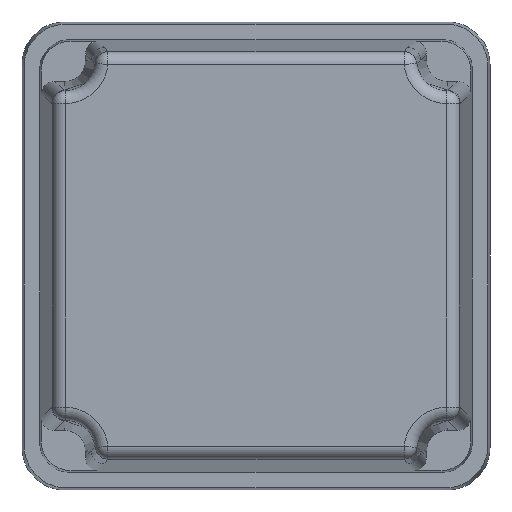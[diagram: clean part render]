
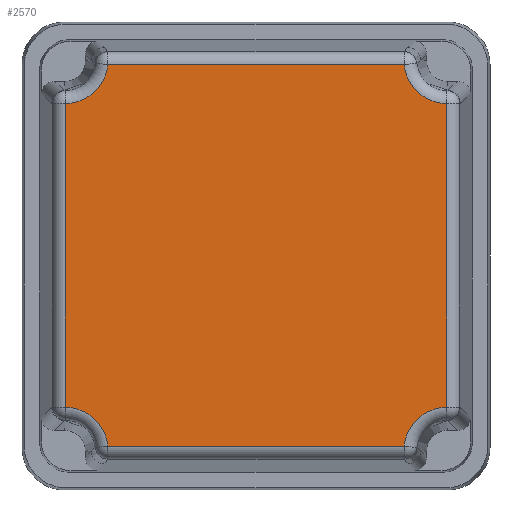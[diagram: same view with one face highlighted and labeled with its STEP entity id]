
A CAD part, top view. The second image highlights one B-rep face of the part: STEP entity #2570.
In plain terms, the highlighted planar face has unit normal (0, 0, 1).
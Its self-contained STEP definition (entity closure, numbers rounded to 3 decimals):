
#333=DIRECTION('',(0.,1.,0.));
#334=VECTOR('',#333,70.87);
#335=CARTESIAN_POINT('',(44.546,-35.435,80.5));
#336=LINE('',#335,#334);
#337=CARTESIAN_POINT('',(44.669,-45.569,80.5));
#338=DIRECTION('',(0.,0.,-1.));
#339=DIRECTION('',(-0.995,0.101,0.));
#340=AXIS2_PLACEMENT_3D('',#337,#338,#339);
#342=DIRECTION('',(1.,0.,0.));
#343=VECTOR('',#342,69.172);
#344=CARTESIAN_POINT('',(-34.586,-44.546,80.5));
#345=LINE('',#344,#343);
#346=CARTESIAN_POINT('',(-44.669,-45.569,80.5));
#347=DIRECTION('',(0.,0.,-1.));
#348=DIRECTION('',(0.012,1.,0.));
#349=AXIS2_PLACEMENT_3D('',#346,#347,#348);
#351=DIRECTION('',(0.,1.,0.));
#352=VECTOR('',#351,70.87);
#353=CARTESIAN_POINT('',(-44.546,-35.435,80.5));
#354=LINE('',#353,#352);
#355=CARTESIAN_POINT('',(-44.669,45.569,80.5));
#356=DIRECTION('',(0.,0.,-1.));
#357=DIRECTION('',(0.995,-0.101,0.));
#358=AXIS2_PLACEMENT_3D('',#355,#356,#357);
#360=DIRECTION('',(1.,0.,0.));
#361=VECTOR('',#360,69.172);
#362=CARTESIAN_POINT('',(-34.586,44.546,80.5));
#363=LINE('',#362,#361);
#364=CARTESIAN_POINT('',(44.669,45.569,80.5));
#365=DIRECTION('',(0.,0.,-1.));
#366=DIRECTION('',(-0.012,-1.,0.));
#367=AXIS2_PLACEMENT_3D('',#364,#365,#366);
#2146=CARTESIAN_POINT('',(44.546,-35.435,80.5));
#2147=CARTESIAN_POINT('',(44.546,35.435,80.5));
#2148=VERTEX_POINT('',#2146);
#2149=VERTEX_POINT('',#2147);
#2150=CARTESIAN_POINT('',(34.586,44.546,80.5));
#2151=VERTEX_POINT('',#2150);
#2156=CARTESIAN_POINT('',(-34.586,44.546,80.5));
#2157=VERTEX_POINT('',#2156);
#2166=CARTESIAN_POINT('',(-44.546,35.435,80.5));
#2167=VERTEX_POINT('',#2166);
#2168=CARTESIAN_POINT('',(-44.546,-35.435,80.5));
#2169=VERTEX_POINT('',#2168);
#2178=CARTESIAN_POINT('',(-34.586,-44.546,80.5));
#2179=VERTEX_POINT('',#2178);
#2184=CARTESIAN_POINT('',(34.586,-44.546,80.5));
#2185=VERTEX_POINT('',#2184);
#2548=CARTESIAN_POINT('',(0.,0.,80.5));
#2549=DIRECTION('',(0.,0.,1.));
#2550=DIRECTION('',(0.,-1.,0.));
#2551=AXIS2_PLACEMENT_3D('',#2548,#2549,#2550);
#2552=PLANE('',#2551);
#2554=ORIENTED_EDGE('',*,*,#2553,.F.);
#2556=ORIENTED_EDGE('',*,*,#2555,.F.);
#2558=ORIENTED_EDGE('',*,*,#2557,.F.);
#2560=ORIENTED_EDGE('',*,*,#2559,.F.);
#2561=ORIENTED_EDGE('',*,*,#2538,.T.);
#2563=ORIENTED_EDGE('',*,*,#2562,.F.);
#2565=ORIENTED_EDGE('',*,*,#2564,.T.);
#2567=ORIENTED_EDGE('',*,*,#2566,.F.);
#2568=EDGE_LOOP('',(#2554,#2556,#2558,#2560,#2561,#2563,#2565,#2567));
#2569=FACE_OUTER_BOUND('',#2568,.F.);
#2570=ADVANCED_FACE('',(#2569),#2552,.T.);
#341=CIRCLE('',#340,10.135);
#350=CIRCLE('',#349,10.135);
#359=CIRCLE('',#358,10.135);
#368=CIRCLE('',#367,10.135);
#2538=EDGE_CURVE('',#2169,#2167,#354,.T.);
#2553=EDGE_CURVE('',#2148,#2149,#336,.T.);
#2555=EDGE_CURVE('',#2185,#2148,#341,.T.);
#2557=EDGE_CURVE('',#2179,#2185,#345,.T.);
#2559=EDGE_CURVE('',#2169,#2179,#350,.T.);
#2562=EDGE_CURVE('',#2157,#2167,#359,.T.);
#2564=EDGE_CURVE('',#2157,#2151,#363,.T.);
#2566=EDGE_CURVE('',#2149,#2151,#368,.T.);
